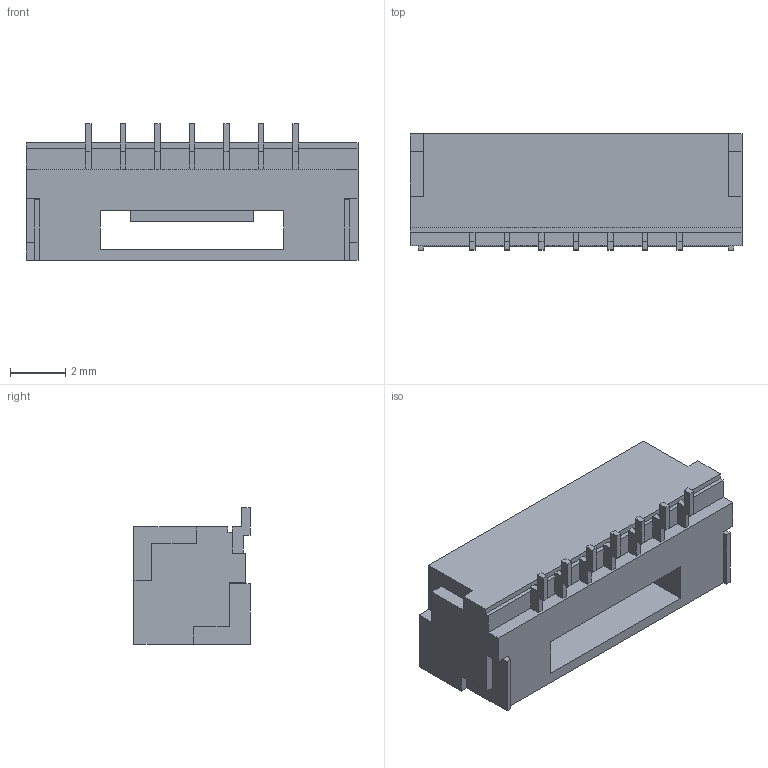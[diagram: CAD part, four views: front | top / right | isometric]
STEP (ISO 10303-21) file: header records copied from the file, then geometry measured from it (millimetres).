
FILE_DESCRIPTION (( 'STEP AP214' ), '1' );
FILE_NAME ('JST BM07B-GHS-TBT.STEP', '2015-11-28T06:36:08', ( '' ), ( '' ), 'SwSTEP 2.0', 'SolidWorks 2015', '' );
FILE_SCHEMA (( 'AUTOMOTIVE_DESIGN' ));
Length unit declared in the file: millimetre
Products named in the file (1): JST BM07B-GHS-TBT
Bounding box: 12 x 4.2 x 4.95 mm (x, y, z)
Volume: 120.5 mm3; surface area: 363.3 mm2
Topology: 1 solids, 1 shells, 128 faces, 354 edges, 230 vertices
Faces by surface type: plane 128
Entity records: 5420 total; most frequent: CARTESIAN_POINT 713, ORIENTED_EDGE 708, DIRECTION 612, VECTOR 354, LINE 354, EDGE_CURVE 354, VERTEX_POINT 230, EDGE_LOOP 132
